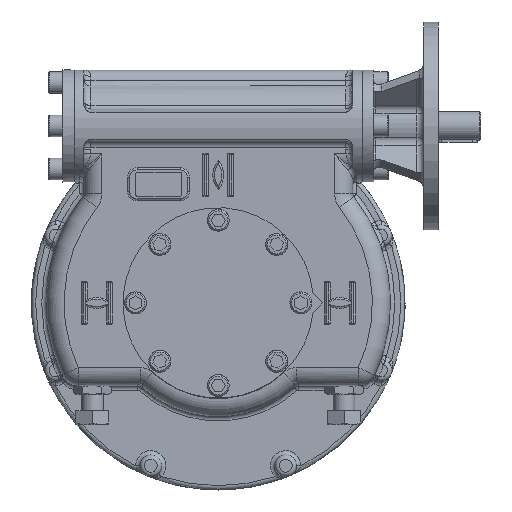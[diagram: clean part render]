
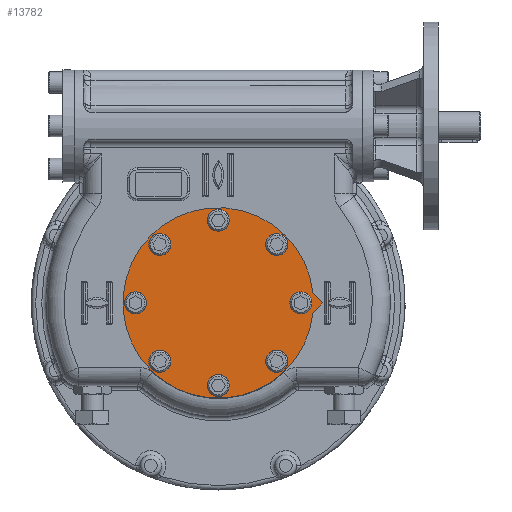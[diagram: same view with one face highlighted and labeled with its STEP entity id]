
A CAD part, top view. The second image highlights one B-rep face of the part: STEP entity #13782.
In plain terms, the highlighted planar face has unit normal (0, 0, 1).
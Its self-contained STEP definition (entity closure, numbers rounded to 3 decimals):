
#1083=LINE('',#30994,#1876);
#1086=LINE('',#30999,#1879);
#1876=VECTOR('',#18632,1000.);
#1879=VECTOR('',#18637,1000.);
#2329=PLANE('',#15559);
#2742=CIRCLE('',#15547,132.5);
#2751=CIRCLE('',#15560,10.5);
#2752=CIRCLE('',#15561,10.5);
#2753=CIRCLE('',#15562,10.5);
#2754=CIRCLE('',#15563,10.5);
#2755=CIRCLE('',#15564,10.5);
#2756=CIRCLE('',#15565,10.5);
#2757=CIRCLE('',#15566,10.5);
#2758=CIRCLE('',#15567,10.5);
#5444=ORIENTED_EDGE('',*,*,#8223,.F.);
#5445=ORIENTED_EDGE('',*,*,#8224,.F.);
#5446=ORIENTED_EDGE('',*,*,#8225,.F.);
#5447=ORIENTED_EDGE('',*,*,#8226,.F.);
#5448=ORIENTED_EDGE('',*,*,#8227,.F.);
#5449=ORIENTED_EDGE('',*,*,#8228,.F.);
#5450=ORIENTED_EDGE('',*,*,#8229,.F.);
#5451=ORIENTED_EDGE('',*,*,#8230,.F.);
#5452=ORIENTED_EDGE('',*,*,#8208,.F.);
#5453=ORIENTED_EDGE('',*,*,#8214,.F.);
#5454=ORIENTED_EDGE('',*,*,#8211,.F.);
#8208=EDGE_CURVE('',#9945,#9946,#2742,.T.);
#8211=EDGE_CURVE('',#9946,#9948,#1083,.T.);
#8214=EDGE_CURVE('',#9948,#9945,#1086,.T.);
#8223=EDGE_CURVE('',#9957,#9957,#2751,.T.);
#8224=EDGE_CURVE('',#9958,#9958,#2752,.T.);
#8225=EDGE_CURVE('',#9959,#9959,#2753,.T.);
#8226=EDGE_CURVE('',#9960,#9960,#2754,.T.);
#8227=EDGE_CURVE('',#9961,#9961,#2755,.T.);
#8228=EDGE_CURVE('',#9962,#9962,#2756,.T.);
#8229=EDGE_CURVE('',#9963,#9963,#2757,.T.);
#8230=EDGE_CURVE('',#9964,#9964,#2758,.T.);
#9945=VERTEX_POINT('',#30987);
#9946=VERTEX_POINT('',#30989);
#9948=VERTEX_POINT('',#30995);
#9957=VERTEX_POINT('',#31019);
#9958=VERTEX_POINT('',#31021);
#9959=VERTEX_POINT('',#31023);
#9960=VERTEX_POINT('',#31025);
#9961=VERTEX_POINT('',#31027);
#9962=VERTEX_POINT('',#31029);
#9963=VERTEX_POINT('',#31031);
#9964=VERTEX_POINT('',#31033);
#11662=EDGE_LOOP('',(#5444));
#11663=EDGE_LOOP('',(#5445));
#11664=EDGE_LOOP('',(#5446));
#11665=EDGE_LOOP('',(#5447));
#11666=EDGE_LOOP('',(#5448));
#11667=EDGE_LOOP('',(#5449));
#11668=EDGE_LOOP('',(#5450));
#11669=EDGE_LOOP('',(#5451));
#11670=EDGE_LOOP('',(#5452,#5453,#5454));
#12771=FACE_BOUND('',#11662,.T.);
#12772=FACE_BOUND('',#11663,.T.);
#12773=FACE_BOUND('',#11664,.T.);
#12774=FACE_BOUND('',#11665,.T.);
#12775=FACE_BOUND('',#11666,.T.);
#12776=FACE_BOUND('',#11667,.T.);
#12777=FACE_BOUND('',#11668,.T.);
#12778=FACE_BOUND('',#11669,.T.);
#12779=FACE_BOUND('',#11670,.T.);
#13782=ADVANCED_FACE('',(#12771,#12772,#12773,#12774,#12775,#12776,#12777,
#12778,#12779),#2329,.F.);
#15547=AXIS2_PLACEMENT_3D('',#30988,#18626,#18627);
#15559=AXIS2_PLACEMENT_3D('',#31017,#18656,#18657);
#15560=AXIS2_PLACEMENT_3D('',#31018,#18658,#18659);
#15561=AXIS2_PLACEMENT_3D('',#31020,#18660,#18661);
#15562=AXIS2_PLACEMENT_3D('',#31022,#18662,#18663);
#15563=AXIS2_PLACEMENT_3D('',#31024,#18664,#18665);
#15564=AXIS2_PLACEMENT_3D('',#31026,#18666,#18667);
#15565=AXIS2_PLACEMENT_3D('',#31028,#18668,#18669);
#15566=AXIS2_PLACEMENT_3D('',#31030,#18670,#18671);
#15567=AXIS2_PLACEMENT_3D('',#31032,#18672,#18673);
#18626=DIRECTION('',(0.,0.,-1.));
#18627=DIRECTION('',(1.,0.,0.));
#18632=DIRECTION('',(0.707,-0.707,0.));
#18637=DIRECTION('',(-0.707,-0.707,0.));
#18656=DIRECTION('',(0.,0.,-1.));
#18657=DIRECTION('',(-1.,0.,0.));
#18658=DIRECTION('',(0.,0.,1.));
#18659=DIRECTION('',(1.,0.,0.));
#18660=DIRECTION('',(0.,0.,1.));
#18661=DIRECTION('',(0.707,-0.707,0.));
#18662=DIRECTION('',(0.,0.,1.));
#18663=DIRECTION('',(0.,-1.,0.));
#18664=DIRECTION('',(0.,0.,1.));
#18665=DIRECTION('',(-0.707,-0.707,0.));
#18666=DIRECTION('',(0.,0.,1.));
#18667=DIRECTION('',(-1.,0.,0.));
#18668=DIRECTION('',(0.,0.,1.));
#18669=DIRECTION('',(-0.707,0.707,0.));
#18670=DIRECTION('',(0.,0.,1.));
#18671=DIRECTION('',(0.,1.,0.));
#18672=DIRECTION('',(0.,0.,1.));
#18673=DIRECTION('',(0.707,0.707,0.));
#30987=CARTESIAN_POINT('',(131.845,-13.155,70.25));
#30988=CARTESIAN_POINT('',(0.,0.,70.25));
#30989=CARTESIAN_POINT('',(131.845,13.155,70.25));
#30994=CARTESIAN_POINT('',(131.845,13.155,70.25));
#30995=CARTESIAN_POINT('',(145.,0.,70.25));
#30999=CARTESIAN_POINT('',(145.,0.,70.25));
#31017=CARTESIAN_POINT('',(0.,0.,70.25));
#31018=CARTESIAN_POINT('',(0.,115.,70.25));
#31019=CARTESIAN_POINT('',(10.5,115.,70.25));
#31020=CARTESIAN_POINT('',(81.317,81.317,70.25));
#31021=CARTESIAN_POINT('',(88.742,73.893,70.25));
#31022=CARTESIAN_POINT('',(115.,0.,70.25));
#31023=CARTESIAN_POINT('',(115.,-10.5,70.25));
#31024=CARTESIAN_POINT('',(81.317,-81.317,70.25));
#31025=CARTESIAN_POINT('',(73.893,-88.742,70.25));
#31026=CARTESIAN_POINT('',(0.,-115.,70.25));
#31027=CARTESIAN_POINT('',(-10.5,-115.,70.25));
#31028=CARTESIAN_POINT('',(-81.317,-81.317,70.25));
#31029=CARTESIAN_POINT('',(-88.742,-73.893,70.25));
#31030=CARTESIAN_POINT('',(-115.,0.,70.25));
#31031=CARTESIAN_POINT('',(-115.,10.5,70.25));
#31032=CARTESIAN_POINT('',(-81.317,81.317,70.25));
#31033=CARTESIAN_POINT('',(-73.893,88.742,70.25));
